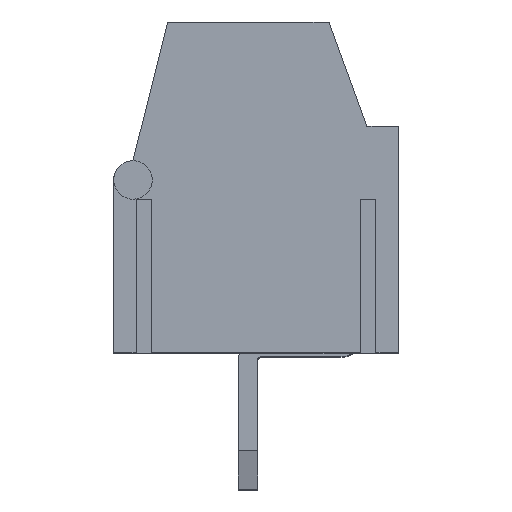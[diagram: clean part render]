
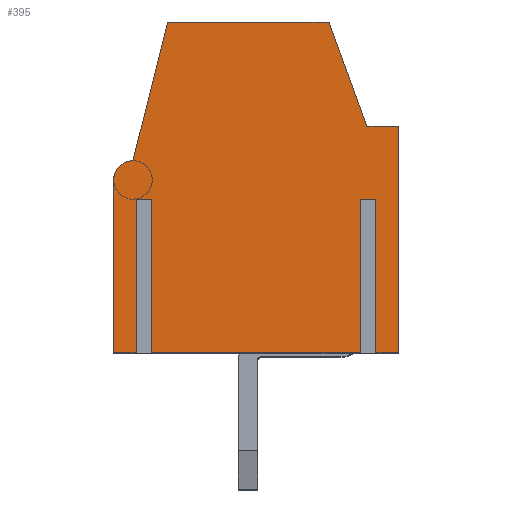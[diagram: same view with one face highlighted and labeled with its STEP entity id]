
A CAD part, top view. The second image highlights one B-rep face of the part: STEP entity #395.
In plain terms, the highlighted planar face has unit normal (0, 0, 1).
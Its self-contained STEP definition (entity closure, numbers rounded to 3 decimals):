
#395=ADVANCED_FACE('',(#863),#8234,.T.);
#863=FACE_OUTER_BOUND('',#1333,.T.);
#1333=EDGE_LOOP('',(#2261,#2262,#2263,#2264,#2265,#2266,#2267,#2268,#2269,
#2270,#2271,#2272,#2273,#2274,#2275,#2276));
#2261=ORIENTED_EDGE('',*,*,#4606,.T.);
#2262=ORIENTED_EDGE('',*,*,#4613,.T.);
#2263=ORIENTED_EDGE('',*,*,#4523,.T.);
#2264=ORIENTED_EDGE('',*,*,#4521,.T.);
#2265=ORIENTED_EDGE('',*,*,#4531,.T.);
#2266=ORIENTED_EDGE('',*,*,#4612,.T.);
#2267=ORIENTED_EDGE('',*,*,#4571,.T.);
#2268=ORIENTED_EDGE('',*,*,#4574,.T.);
#2269=ORIENTED_EDGE('',*,*,#4577,.T.);
#2270=ORIENTED_EDGE('',*,*,#4594,.T.);
#2271=ORIENTED_EDGE('',*,*,#4597,.T.);
#2272=ORIENTED_EDGE('',*,*,#4610,.F.);
#2273=ORIENTED_EDGE('',*,*,#4611,.F.);
#2274=ORIENTED_EDGE('',*,*,#4614,.T.);
#2275=ORIENTED_EDGE('',*,*,#4599,.T.);
#2276=ORIENTED_EDGE('',*,*,#4609,.T.);
#4521=EDGE_CURVE('',#7282,#7283,#6063,.T.);
#4523=EDGE_CURVE('',#7286,#7282,#6065,.T.);
#4531=EDGE_CURVE('',#7283,#7289,#6073,.T.);
#4571=EDGE_CURVE('',#7320,#7321,#6113,.T.);
#4574=EDGE_CURVE('',#7321,#7323,#6116,.T.);
#4577=EDGE_CURVE('',#7323,#7325,#6119,.T.);
#4594=EDGE_CURVE('',#7325,#7335,#6128,.T.);
#4597=EDGE_CURVE('',#7335,#7336,#6131,.T.);
#4599=EDGE_CURVE('',#7339,#7340,#6133,.T.);
#4606=EDGE_CURVE('',#7345,#7344,#6140,.T.);
#4609=EDGE_CURVE('',#7340,#7345,#6143,.T.);
#4610=EDGE_CURVE('',#7346,#7336,#5739,.T.);
#4611=EDGE_CURVE('',#7347,#7346,#6144,.T.);
#4612=EDGE_CURVE('',#7289,#7320,#6145,.T.);
#4613=EDGE_CURVE('',#7344,#7286,#6146,.T.);
#4614=EDGE_CURVE('',#7347,#7339,#6147,.T.);
#5739=(
BOUNDED_CURVE()
B_SPLINE_CURVE(2,(#10657,#10658,#10659),.UNSPECIFIED.,.F.,.F.)
B_SPLINE_CURVE_WITH_KNOTS((3,3),(-0.785,0.),.UNSPECIFIED.)
CURVE()
GEOMETRIC_REPRESENTATION_ITEM()
RATIONAL_B_SPLINE_CURVE((1.,0.707,1.))
REPRESENTATION_ITEM('')
);
#6063=B_SPLINE_CURVE_WITH_KNOTS('',1,(#10455,#10456),.UNSPECIFIED.,.F.,
 .F.,(2,2),(0.,0.4),.UNSPECIFIED.);
#6065=B_SPLINE_CURVE_WITH_KNOTS('',1,(#10459,#10460),.UNSPECIFIED.,.F.,
 .F.,(2,2),(0.,4.),.UNSPECIFIED.);
#6073=B_SPLINE_CURVE_WITH_KNOTS('',1,(#10475,#10476),.UNSPECIFIED.,.F.,
 .F.,(2,2),(-4.,0.),.UNSPECIFIED.);
#6113=B_SPLINE_CURVE_WITH_KNOTS('',1,(#10555,#10556),.UNSPECIFIED.,.F.,
 .F.,(2,2),(0.,5.9),.UNSPECIFIED.);
#6116=B_SPLINE_CURVE_WITH_KNOTS('',1,(#10561,#10562),.UNSPECIFIED.,.F.,
 .F.,(2,2),(0.,0.814),.UNSPECIFIED.);
#6119=B_SPLINE_CURVE_WITH_KNOTS('',1,(#10567,#10568),.UNSPECIFIED.,.F.,
 .F.,(2,2),(-2.884,0.),.UNSPECIFIED.);
#6128=B_SPLINE_CURVE_WITH_KNOTS('',1,(#10625,#10626),.UNSPECIFIED.,.F.,
 .F.,(2,2),(-4.2,0.),.UNSPECIFIED.);
#6131=B_SPLINE_CURVE_WITH_KNOTS('',1,(#10631,#10632),.UNSPECIFIED.,.F.,
 .F.,(2,2),(-3.72,0.),.UNSPECIFIED.);
#6133=B_SPLINE_CURVE_WITH_KNOTS('',1,(#10635,#10636),.UNSPECIFIED.,.F.,
 .F.,(2,2),(0.,4.),.UNSPECIFIED.);
#6140=B_SPLINE_CURVE_WITH_KNOTS('',1,(#10649,#10650),.UNSPECIFIED.,.F.,
 .F.,(2,2),(-4.,0.),.UNSPECIFIED.);
#6143=B_SPLINE_CURVE_WITH_KNOTS('',1,(#10655,#10656),.UNSPECIFIED.,.F.,
 .F.,(2,2),(0.,0.4),.UNSPECIFIED.);
#6144=B_SPLINE_CURVE_WITH_KNOTS('',1,(#10660,#10661),.UNSPECIFIED.,.F.,
 .F.,(2,2),(0.,4.5),.UNSPECIFIED.);
#6145=B_SPLINE_CURVE_WITH_KNOTS('',1,(#10662,#10663),.UNSPECIFIED.,.F.,
 .F.,(2,2),(0.,0.58),.UNSPECIFIED.);
#6146=B_SPLINE_CURVE_WITH_KNOTS('',1,(#10664,#10665),.UNSPECIFIED.,.F.,
 .F.,(2,2),(0.,5.44),.UNSPECIFIED.);
#6147=B_SPLINE_CURVE_WITH_KNOTS('',1,(#10666,#10667),.UNSPECIFIED.,.F.,
 .F.,(2,2),(0.,0.58),.UNSPECIFIED.);
#7282=VERTEX_POINT('',#10367);
#7283=VERTEX_POINT('',#10368);
#7286=VERTEX_POINT('',#10371);
#7289=VERTEX_POINT('',#10374);
#7320=VERTEX_POINT('',#10405);
#7321=VERTEX_POINT('',#10406);
#7323=VERTEX_POINT('',#10408);
#7325=VERTEX_POINT('',#10410);
#7335=VERTEX_POINT('',#10420);
#7336=VERTEX_POINT('',#10421);
#7339=VERTEX_POINT('',#10424);
#7340=VERTEX_POINT('',#10425);
#7344=VERTEX_POINT('',#10429);
#7345=VERTEX_POINT('',#10430);
#7346=VERTEX_POINT('',#10431);
#7347=VERTEX_POINT('',#10432);
#8234=PLANE('',#8658);
#8658=AXIS2_PLACEMENT_3D('',#10337,#9065,$);
#9065=DIRECTION('',(0.,0.,1.));
#10337=CARTESIAN_POINT('',(-4.234,-0.862,12.25));
#10367=CARTESIAN_POINT('',(2.927,4.,12.25));
#10368=CARTESIAN_POINT('',(3.327,4.,12.25));
#10371=CARTESIAN_POINT('',(2.927,0.,12.25));
#10374=CARTESIAN_POINT('',(3.327,0.,12.25));
#10405=CARTESIAN_POINT('',(3.907,0.,12.25));
#10406=CARTESIAN_POINT('',(3.907,5.9,12.25));
#10408=CARTESIAN_POINT('',(3.093,5.9,12.25));
#10410=CARTESIAN_POINT('',(2.107,8.61,12.25));
#10420=CARTESIAN_POINT('',(-2.093,8.61,12.25));
#10421=CARTESIAN_POINT('',(-2.993,5.,12.25));
#10424=CARTESIAN_POINT('',(-2.913,0.,12.25));
#10425=CARTESIAN_POINT('',(-2.913,4.,12.25));
#10429=CARTESIAN_POINT('',(-2.513,0.,12.25));
#10430=CARTESIAN_POINT('',(-2.513,4.,12.25));
#10431=CARTESIAN_POINT('',(-3.493,4.5,12.25));
#10432=CARTESIAN_POINT('',(-3.493,0.,12.25));
#10455=CARTESIAN_POINT('',(2.927,4.,12.25));
#10456=CARTESIAN_POINT('',(3.327,4.,12.25));
#10459=CARTESIAN_POINT('',(2.927,0.,12.25));
#10460=CARTESIAN_POINT('',(2.927,4.,12.25));
#10475=CARTESIAN_POINT('',(3.327,4.,12.25));
#10476=CARTESIAN_POINT('',(3.327,0.,12.25));
#10555=CARTESIAN_POINT('',(3.907,0.,12.25));
#10556=CARTESIAN_POINT('',(3.907,5.9,12.25));
#10561=CARTESIAN_POINT('',(3.907,5.9,12.25));
#10562=CARTESIAN_POINT('',(3.093,5.9,12.25));
#10567=CARTESIAN_POINT('',(3.093,5.9,12.25));
#10568=CARTESIAN_POINT('',(2.107,8.61,12.25));
#10625=CARTESIAN_POINT('',(2.107,8.61,12.25));
#10626=CARTESIAN_POINT('',(-2.093,8.61,12.25));
#10631=CARTESIAN_POINT('',(-2.093,8.61,12.25));
#10632=CARTESIAN_POINT('',(-2.993,5.,12.25));
#10635=CARTESIAN_POINT('',(-2.913,0.,12.25));
#10636=CARTESIAN_POINT('',(-2.913,4.,12.25));
#10649=CARTESIAN_POINT('',(-2.513,4.,12.25));
#10650=CARTESIAN_POINT('',(-2.513,0.,12.25));
#10655=CARTESIAN_POINT('',(-2.913,4.,12.25));
#10656=CARTESIAN_POINT('',(-2.513,4.,12.25));
#10657=CARTESIAN_POINT('',(-3.493,4.5,12.25));
#10658=CARTESIAN_POINT('',(-3.493,5.,12.25));
#10659=CARTESIAN_POINT('',(-2.993,5.,12.25));
#10660=CARTESIAN_POINT('',(-3.493,0.,12.25));
#10661=CARTESIAN_POINT('',(-3.493,4.5,12.25));
#10662=CARTESIAN_POINT('',(3.327,0.,12.25));
#10663=CARTESIAN_POINT('',(3.907,0.,12.25));
#10664=CARTESIAN_POINT('',(-2.513,0.,12.25));
#10665=CARTESIAN_POINT('',(2.927,0.,12.25));
#10666=CARTESIAN_POINT('',(-3.493,0.,12.25));
#10667=CARTESIAN_POINT('',(-2.913,0.,12.25));
